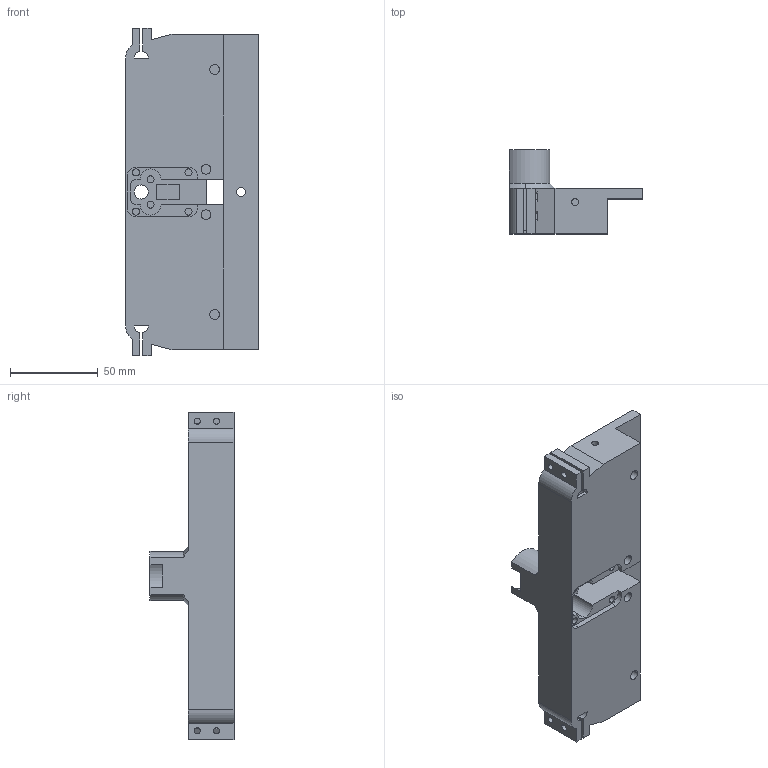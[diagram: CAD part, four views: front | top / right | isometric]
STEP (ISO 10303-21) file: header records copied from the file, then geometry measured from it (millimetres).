
FILE_DESCRIPTION (( 'STEP AP203' ), '1' );
FILE_NAME ('Podnoœnik dó³ A x1.STEP', '2025-04-23T19:04:56', ( '' ), ( '' ), 'SwSTEP 2.0', 'SolidWorks 2024', '' );
FILE_SCHEMA (( 'CONFIG_CONTROL_DESIGN' ));
Length unit declared in the file: millimetre
Products named in the file (1): Podnośnik dół A x1
Bounding box: 76 x 48 x 186.94 mm (x, y, z)
Volume: 260732.6 mm3; surface area: 52290.2 mm2
Topology: 1 solids, 1 shells, 182 faces, 489 edges, 324 vertices
Faces by surface type: plane 111, cylinder 66, cone 5
Entity records: 5837 total; most frequent: CARTESIAN_POINT 1002, DIRECTION 994, ORIENTED_EDGE 978, EDGE_CURVE 489, VECTOR 346, LINE 346, VERTEX_POINT 324, AXIS2_PLACEMENT_3D 324
